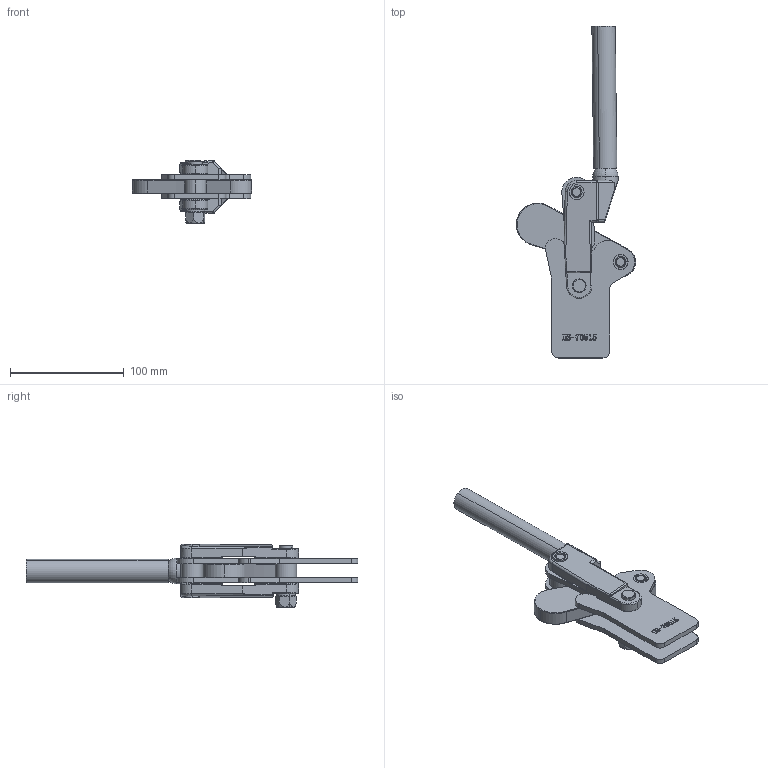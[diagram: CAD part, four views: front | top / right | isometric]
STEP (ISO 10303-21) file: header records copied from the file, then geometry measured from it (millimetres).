
FILE_DESCRIPTION (( 'STEP AP203' ), '1' );
FILE_NAME ('HS-70515 .STEP', '2019-08-28T08:07:20', ( '微软用户' ), ( '微软中国' ), 'SwSTEP 2.0', 'SolidWorks 2012', '' );
FILE_SCHEMA (( 'CONFIG_CONTROL_DESIGN' ));
Length unit declared in the file: millimetre
Products named in the file (13): HS-70515 ; 忒參奪; prevailing torque hex nuts 1-fine pitch gb_GB_HEXAGON_LOCK_TYPE2 M10-N; curved single coil spring lock washers gb_GB_FASTENER_WASHER_CSLW 10; T倛种; 人头马; 階杶; 騵艦杶; 揤參; 种2; 种1; 蟀裝; 菁釱
Assembly tree (22 placements, depth 2):
  HS-70515 
    菁釱
    蟀裝  x2
    种1
    种2  x2
    揤參
    騵艦杶  x8
    階杶  x2
    人头马
    T倛种
    curved single coil spring lock washers gb_GB_FASTENER_WASHER_CSLW 10
    prevailing torque hex nuts 1-fine pitch gb_GB_HEXAGON_LOCK_TYPE2 M10-N
    忒參奪
Bounding box: 104.88 x 292.23 x 55.6 mm (x, y, z)
Volume: 206662.3 mm3; surface area: 90008.3 mm2
Topology: 23 solids, 23 shells, 676 faces, 1710 edges, 1103 vertices
Faces by surface type: plane 300, cylinder 179, bspline 140, cone 25, torus 20, sphere 12
Entity records: 26983 total; most frequent: CARTESIAN_POINT 11220, ORIENTED_EDGE 3142, DIRECTION 2547, EDGE_CURVE 1571, VERTEX_POINT 1013, LINE 943, VECTOR 943, AXIS2_PLACEMENT_3D 802
